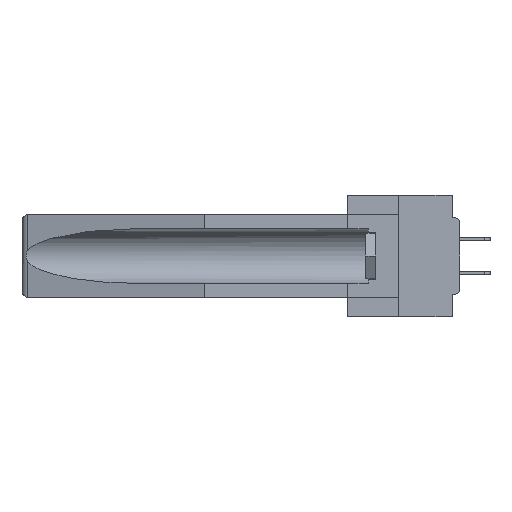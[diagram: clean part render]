
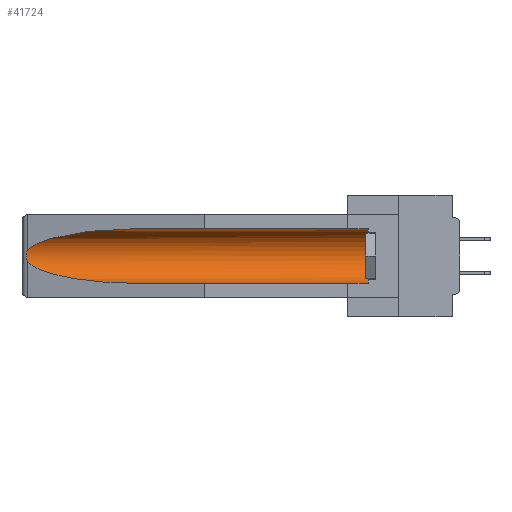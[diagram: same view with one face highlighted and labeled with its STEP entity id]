
A CAD part, left-side view. The second image highlights one B-rep face of the part: STEP entity #41724.
In plain terms, the highlighted cylindrical face has radius 2.857 mm (diameter 5.715 mm), a partial arc.
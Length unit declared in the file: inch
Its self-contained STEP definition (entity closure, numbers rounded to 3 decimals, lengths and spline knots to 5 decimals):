
#61 = CARTESIAN_POINT ( 'NONE',  ( 0.155, 1.07973, -0.059 ) ) ;
#827 = EDGE_CURVE ( 'NONE', #29624, #26292, #15588, .T. ) ;
#1441 = VERTEX_POINT ( 'NONE', #22262 ) ;
#1861 = EDGE_CURVE ( 'NONE', #45735, #29210, #40269, .T. ) ;
#2328 = CARTESIAN_POINT ( 'NONE',  ( 0.155, 0.126, -0.059 ) ) ;
#5880 = VERTEX_POINT ( 'NONE', #24967 ) ;
#6016 = ORIENTED_EDGE ( 'NONE', *, *, #25055, .F. ) ;
#6900 = DIRECTION ( 'NONE',  ( 0., 1., 0. ) ) ;
#7285 = DIRECTION ( 'NONE',  ( 0., -1., 0. ) ) ;
#7449 = LINE ( 'NONE', #11748, #22742 ) ;
#7773 = B_SPLINE_CURVE_WITH_KNOTS ( 'NONE', 3,
 ( #44914, #20202, #20831, #31126, #35087, #9454, #38273, #31275, #41923, #45560 ),
 .UNSPECIFIED., .F., .F.,
 ( 4, 2, 2, 2, 4 ),
 ( 0., 0.00029, 0.00058, 0.00087, 0.00117 ),
 .UNSPECIFIED. ) ;
#8566 = EDGE_CURVE ( 'NONE', #1441, #5880, #17614, .T. ) ;
#9454 = CARTESIAN_POINT ( 'NONE',  ( 0.2675, 1.53308, -0.17534 ) ) ;
#9457 = AXIS2_PLACEMENT_3D ( 'NONE', #39410, #7285, #32609 ) ;
#9531 = FACE_OUTER_BOUND ( 'NONE', #19472, .T. ) ;
#10546 = CARTESIAN_POINT ( 'NONE',  ( 0.155, -0.30754, -0.1715 ) ) ;
#11748 = CARTESIAN_POINT ( 'NONE',  ( 0.155, -0.30754, -0.059 ) ) ;
#12609 = CARTESIAN_POINT ( 'NONE',  ( 0.21114, 1.30732, -0.059 ) ) ;
#15203 = CYLINDRICAL_SURFACE ( 'NONE', #45087, 0.1125 ) ;
#15588 =( BOUNDED_CURVE ( )  B_SPLINE_CURVE ( 3, ( #30642, #12609, #30804, #37952 ),
 .UNSPECIFIED., .F., .F. ) 
 B_SPLINE_CURVE_WITH_KNOTS ( ( 4, 4 ),
 ( 4.71239, 6.08839 ),
 .UNSPECIFIED. ) 
 CURVE ( )  GEOMETRIC_REPRESENTATION_ITEM ( )  RATIONAL_B_SPLINE_CURVE ( ( 1., 0.848, 0.848, 1. ) ) 
 REPRESENTATION_ITEM ( '' )  );
#17614 =( BOUNDED_CURVE ( )  B_SPLINE_CURVE ( 3, ( #30855, #46373, #34493, #38787 ),
 .UNSPECIFIED., .F., .F. ) 
 B_SPLINE_CURVE_WITH_KNOTS ( ( 4, 4 ),
 ( 0.1948, 1.5708 ),
 .UNSPECIFIED. ) 
 CURVE ( )  GEOMETRIC_REPRESENTATION_ITEM ( )  RATIONAL_B_SPLINE_CURVE ( ( 1., 0.848, 0.848, 1. ) ) 
 REPRESENTATION_ITEM ( '' )  );
#17660 = DIRECTION ( 'NONE',  ( 0., 1., 0. ) ) ;
#18543 = DIRECTION ( 'NONE',  ( 0., 1., 0. ) ) ;
#19472 = EDGE_LOOP ( 'NONE', ( #32540, #23052, #38773, #6016, #27034, #23666 ) ) ;
#20202 = CARTESIAN_POINT ( 'NONE',  ( 0.26597, 1.52961, -0.15275 ) ) ;
#20831 = CARTESIAN_POINT ( 'NONE',  ( 0.26654, 1.53092, -0.15636 ) ) ;
#21143 = CARTESIAN_POINT ( 'NONE',  ( 0.26537, 1.52718, -0.14972 ) ) ;
#22262 = CARTESIAN_POINT ( 'NONE',  ( 0.26537, 1.52718, -0.19328 ) ) ;
#22742 = VECTOR ( 'NONE', #18543, 39.37008 ) ;
#23052 = ORIENTED_EDGE ( 'NONE', *, *, #29174, .T. ) ;
#23666 = ORIENTED_EDGE ( 'NONE', *, *, #45075, .T. ) ;
#24967 = CARTESIAN_POINT ( 'NONE',  ( 0.155, 1.07973, -0.284 ) ) ;
#25055 = EDGE_CURVE ( 'NONE', #45735, #5880, #27641, .T. ) ;
#26292 = VERTEX_POINT ( 'NONE', #21143 ) ;
#27034 = ORIENTED_EDGE ( 'NONE', *, *, #1861, .T. ) ;
#27641 = LINE ( 'NONE', #38890, #40701 ) ;
#29174 = EDGE_CURVE ( 'NONE', #26292, #1441, #7773, .T. ) ;
#29210 = VERTEX_POINT ( 'NONE', #2328 ) ;
#29624 = VERTEX_POINT ( 'NONE', #61 ) ;
#30642 = CARTESIAN_POINT ( 'NONE',  ( 0.155, 1.07973, -0.059 ) ) ;
#30804 = CARTESIAN_POINT ( 'NONE',  ( 0.25451, 1.48313, -0.09465 ) ) ;
#30855 = CARTESIAN_POINT ( 'NONE',  ( 0.26537, 1.52718, -0.19328 ) ) ;
#31126 = CARTESIAN_POINT ( 'NONE',  ( 0.2673, 1.5327, -0.16383 ) ) ;
#31275 = CARTESIAN_POINT ( 'NONE',  ( 0.26655, 1.53094, -0.18657 ) ) ;
#32540 = ORIENTED_EDGE ( 'NONE', *, *, #827, .T. ) ;
#32609 = DIRECTION ( 'NONE',  ( 0., 0., 1. ) ) ;
#34003 = CARTESIAN_POINT ( 'NONE',  ( 0.155, 0.126, -0.284 ) ) ;
#34493 = CARTESIAN_POINT ( 'NONE',  ( 0.21114, 1.30732, -0.284 ) ) ;
#35087 = CARTESIAN_POINT ( 'NONE',  ( 0.2675, 1.53308, -0.16763 ) ) ;
#37952 = CARTESIAN_POINT ( 'NONE',  ( 0.26537, 1.52718, -0.14972 ) ) ;
#38273 = CARTESIAN_POINT ( 'NONE',  ( 0.2673, 1.53269, -0.17917 ) ) ;
#38773 = ORIENTED_EDGE ( 'NONE', *, *, #8566, .T. ) ;
#38787 = CARTESIAN_POINT ( 'NONE',  ( 0.155, 1.07973, -0.284 ) ) ;
#38890 = CARTESIAN_POINT ( 'NONE',  ( 0.155, -0.30754, -0.284 ) ) ;
#39410 = CARTESIAN_POINT ( 'NONE',  ( 0.155, 0.126, -0.1715 ) ) ;
#40269 = CIRCLE ( 'NONE', #9457, 0.1125 ) ;
#40701 = VECTOR ( 'NONE', #17660, 39.37008 ) ;
#41724 = ADVANCED_FACE ( 'NONE', ( #9531 ), #15203, .F. ) ;
#41923 = CARTESIAN_POINT ( 'NONE',  ( 0.26597, 1.5296, -0.19026 ) ) ;
#44914 = CARTESIAN_POINT ( 'NONE',  ( 0.26537, 1.52718, -0.14972 ) ) ;
#45075 = EDGE_CURVE ( 'NONE', #29210, #29624, #7449, .T. ) ;
#45087 = AXIS2_PLACEMENT_3D ( 'NONE', #10546, #6900, #46629 ) ;
#45560 = CARTESIAN_POINT ( 'NONE',  ( 0.26537, 1.52718, -0.19328 ) ) ;
#45735 = VERTEX_POINT ( 'NONE', #34003 ) ;
#46373 = CARTESIAN_POINT ( 'NONE',  ( 0.25451, 1.48313, -0.24835 ) ) ;
#46629 = DIRECTION ( 'NONE',  ( 0., 0., 1. ) ) ;
